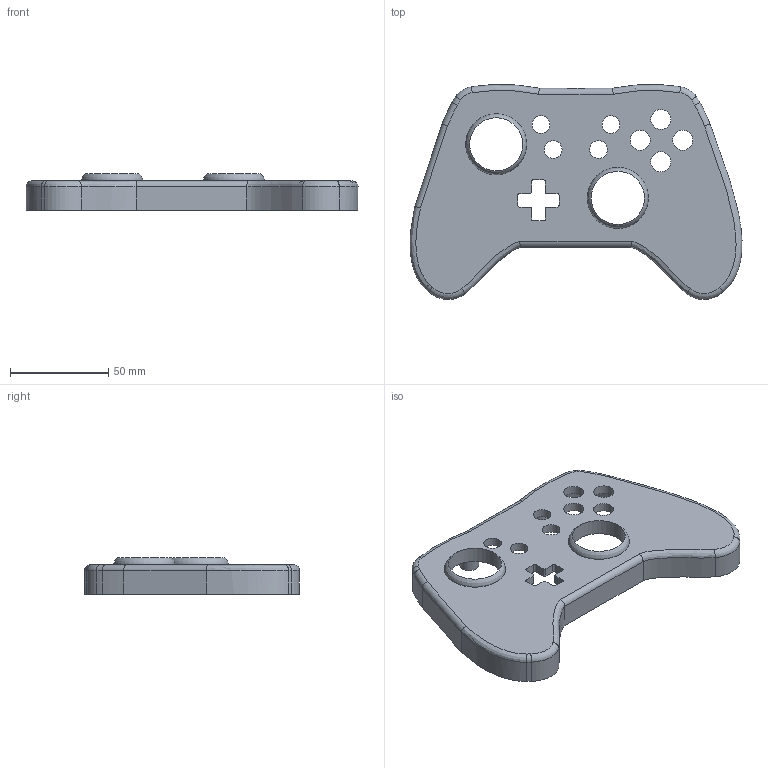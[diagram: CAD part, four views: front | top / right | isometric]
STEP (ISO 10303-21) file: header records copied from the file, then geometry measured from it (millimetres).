
FILE_DESCRIPTION(/* description */ (''),/* implementation_level */ '2;1');
FILE_NAME(/* name */ 'Top.step',/* time_stamp */ '2025-09-20T19:13:55+05:30',/* author */ (''),/* organization */ (''),/* preprocessor_version */ 'ST-DEVELOPER v20.1',/* originating_system */ 'Autodesk Translation Framework v14.17.0.0',/* authorisation */ '');
FILE_SCHEMA (('AUTOMOTIVE_DESIGN { 1 0 10303 214 3 1 1 }'));
Length unit declared in the file: millimetre
Products named in the file (1): Top
Bounding box: 168.68 x 109.23 x 18.59 mm (x, y, z)
Volume: 75223.8 mm3; surface area: 41898.5 mm2
Topology: 1 solids, 1 shells, 138 faces, 361 edges, 234 vertices
Faces by surface type: cylinder 62, plane 48, bspline 16, torus 12
Full cylindrical faces by diameter (mm): 5.2 x5, 9 x4, 9.5 x5, 10.16 x4, 27 x2, 31 x2
Entity records: 6347 total; most frequent: CARTESIAN_POINT 2868, ORIENTED_EDGE 722, DIRECTION 701, EDGE_CURVE 361, AXIS2_PLACEMENT_3D 259, VERTEX_POINT 234, LINE 183, VECTOR 183
